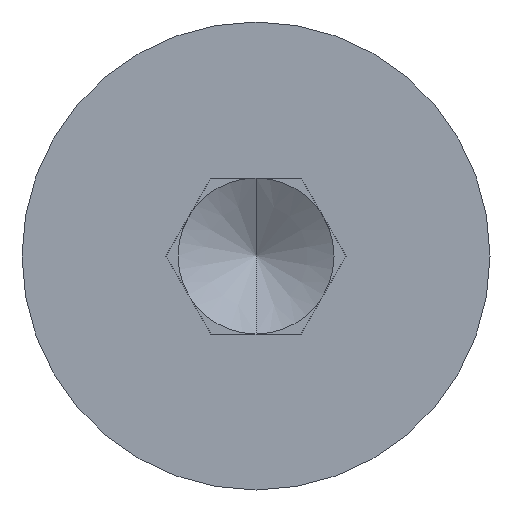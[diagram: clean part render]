
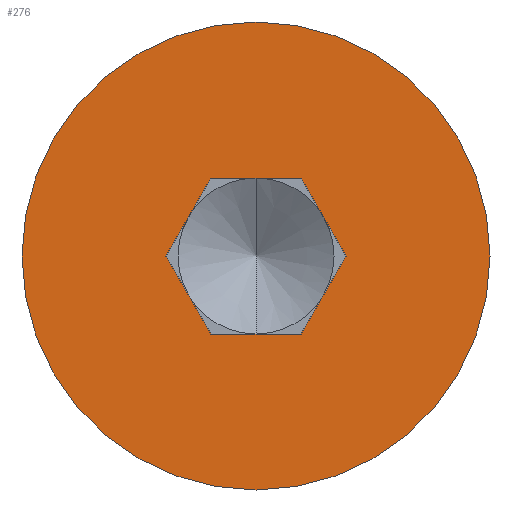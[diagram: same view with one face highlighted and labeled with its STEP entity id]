
A CAD part, left-side view. The second image highlights one B-rep face of the part: STEP entity #276.
In plain terms, the highlighted planar face has unit normal (-1, 0, 0).
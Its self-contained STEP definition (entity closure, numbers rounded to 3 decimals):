
#11 = ORIENTED_EDGE ( 'NONE', *, *, #692, .T. ) ;
#33 = CARTESIAN_POINT ( 'NONE',  ( 0., -2.309, 0. ) ) ;
#40 = CARTESIAN_POINT ( 'NONE',  ( 0., -1.155, -2. ) ) ;
#41 = DIRECTION ( 'NONE',  ( 0., 0., 1. ) ) ;
#46 = CARTESIAN_POINT ( 'NONE',  ( 0., 1.155, 2. ) ) ;
#73 = ORIENTED_EDGE ( 'NONE', *, *, #546, .T. ) ;
#82 = EDGE_CURVE ( 'NONE', #123, #162, #324, .T. ) ;
#112 = ORIENTED_EDGE ( 'NONE', *, *, #82, .T. ) ;
#123 = VERTEX_POINT ( 'NONE', #308 ) ;
#130 = CARTESIAN_POINT ( 'NONE',  ( 0., -1.155, -2. ) ) ;
#153 = EDGE_LOOP ( 'NONE', ( #554, #73, #646, #639, #221, #11 ) ) ;
#162 = VERTEX_POINT ( 'NONE', #494 ) ;
#185 = VECTOR ( 'NONE', #202, 1000. ) ;
#190 = FACE_OUTER_BOUND ( 'NONE', #604, .T. ) ;
#202 = DIRECTION ( 'NONE',  ( 0., 0.5, 0.866 ) ) ;
#205 = ORIENTED_EDGE ( 'NONE', *, *, #294, .T. ) ;
#209 = EDGE_CURVE ( 'NONE', #358, #557, #253, .T. ) ;
#211 = LINE ( 'NONE', #695, #185 ) ;
#221 = ORIENTED_EDGE ( 'NONE', *, *, #333, .T. ) ;
#235 = DIRECTION ( 'NONE',  ( 0., 1., 0. ) ) ;
#252 = DIRECTION ( 'NONE',  ( 0., -1., 0. ) ) ;
#253 = LINE ( 'NONE', #565, #626 ) ;
#258 = CARTESIAN_POINT ( 'NONE',  ( 0., 0., 0. ) ) ;
#276 = ADVANCED_FACE ( 'NONE', ( #190, #292 ), #685, .T. ) ;
#292 = FACE_BOUND ( 'NONE', #153, .T. ) ;
#293 = DIRECTION ( 'NONE',  ( 0., 0.5, -0.866 ) ) ;
#294 = EDGE_CURVE ( 'NONE', #162, #123, #490, .T. ) ;
#296 = CARTESIAN_POINT ( 'NONE',  ( 0., -2.309, 0. ) ) ;
#297 = DIRECTION ( 'NONE',  ( -1., 0., 0. ) ) ;
#299 = VECTOR ( 'NONE', #293, 1000. ) ;
#301 = LINE ( 'NONE', #40, #679 ) ;
#308 = CARTESIAN_POINT ( 'NONE',  ( 0., 0., 6. ) ) ;
#309 = DIRECTION ( 'NONE',  ( 0., 0., 1. ) ) ;
#324 = CIRCLE ( 'NONE', #552, 6. ) ;
#326 = AXIS2_PLACEMENT_3D ( 'NONE', #581, #297, #41 ) ;
#333 = EDGE_CURVE ( 'NONE', #446, #654, #449, .T. ) ;
#335 = CARTESIAN_POINT ( 'NONE',  ( 0., 1.155, -2. ) ) ;
#338 = VERTEX_POINT ( 'NONE', #335 ) ;
#345 = LINE ( 'NONE', #33, #299 ) ;
#358 = VERTEX_POINT ( 'NONE', #452 ) ;
#387 = VERTEX_POINT ( 'NONE', #130 ) ;
#392 = DIRECTION ( 'NONE',  ( 0., -0.5, 0.866 ) ) ;
#395 = DIRECTION ( 'NONE',  ( -1., 0., 0. ) ) ;
#402 = CARTESIAN_POINT ( 'NONE',  ( 0., 0., 0. ) ) ;
#446 = VERTEX_POINT ( 'NONE', #611 ) ;
#449 = LINE ( 'NONE', #615, #534 ) ;
#452 = CARTESIAN_POINT ( 'NONE',  ( 0., -1.155, 2. ) ) ;
#456 = DIRECTION ( 'NONE',  ( 0., 0., 1. ) ) ;
#459 = AXIS2_PLACEMENT_3D ( 'NONE', #402, #395, #456 ) ;
#481 = DIRECTION ( 'NONE',  ( 0., -0.5, -0.866 ) ) ;
#485 = CARTESIAN_POINT ( 'NONE',  ( 0., 1.155, 2. ) ) ;
#490 = CIRCLE ( 'NONE', #326, 6. ) ;
#494 = CARTESIAN_POINT ( 'NONE',  ( 0., 0., -6. ) ) ;
#531 = EDGE_CURVE ( 'NONE', #387, #338, #301, .T. ) ;
#534 = VECTOR ( 'NONE', #392, 1000. ) ;
#546 = EDGE_CURVE ( 'NONE', #557, #387, #345, .T. ) ;
#547 = DIRECTION ( 'NONE',  ( -1., 0., 0. ) ) ;
#552 = AXIS2_PLACEMENT_3D ( 'NONE', #258, #547, #309 ) ;
#554 = ORIENTED_EDGE ( 'NONE', *, *, #209, .T. ) ;
#557 = VERTEX_POINT ( 'NONE', #296 ) ;
#565 = CARTESIAN_POINT ( 'NONE',  ( 0., -1.155, 2. ) ) ;
#581 = CARTESIAN_POINT ( 'NONE',  ( 0., 0., 0. ) ) ;
#592 = LINE ( 'NONE', #46, #628 ) ;
#604 = EDGE_LOOP ( 'NONE', ( #112, #205 ) ) ;
#611 = CARTESIAN_POINT ( 'NONE',  ( 0., 2.309, 0. ) ) ;
#615 = CARTESIAN_POINT ( 'NONE',  ( 0., 2.309, 0. ) ) ;
#626 = VECTOR ( 'NONE', #481, 1000. ) ;
#628 = VECTOR ( 'NONE', #252, 1000. ) ;
#639 = ORIENTED_EDGE ( 'NONE', *, *, #676, .T. ) ;
#646 = ORIENTED_EDGE ( 'NONE', *, *, #531, .T. ) ;
#654 = VERTEX_POINT ( 'NONE', #485 ) ;
#676 = EDGE_CURVE ( 'NONE', #338, #446, #211, .T. ) ;
#679 = VECTOR ( 'NONE', #235, 1000. ) ;
#685 = PLANE ( 'NONE',  #459 ) ;
#692 = EDGE_CURVE ( 'NONE', #654, #358, #592, .T. ) ;
#695 = CARTESIAN_POINT ( 'NONE',  ( 0., 1.155, -2. ) ) ;
